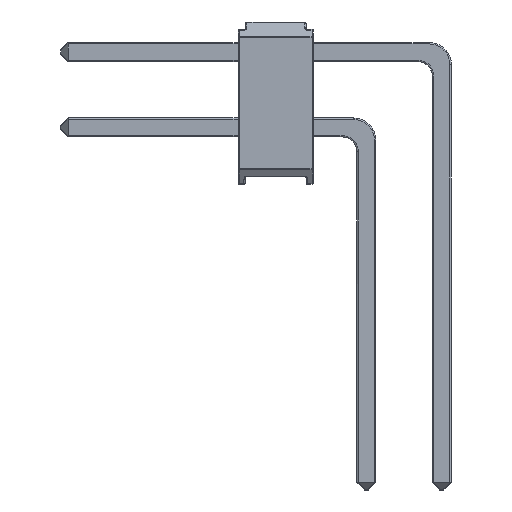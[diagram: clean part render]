
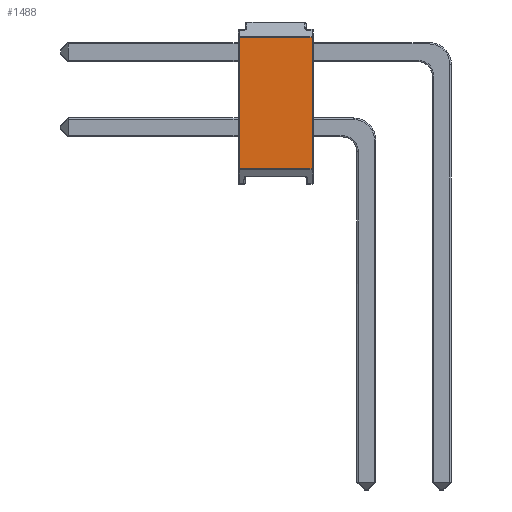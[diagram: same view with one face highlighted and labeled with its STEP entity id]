
A CAD part, left-side view. The second image highlights one B-rep face of the part: STEP entity #1488.
In plain terms, the highlighted planar face has unit normal (-1, 0, 0).
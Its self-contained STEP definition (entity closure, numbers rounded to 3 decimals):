
#1087 = VECTOR ( 'NONE', #2675, 1000. ) ;
#1092 = ORIENTED_EDGE ( 'NONE', *, *, #14559, .T. ) ;
#1488 = ADVANCED_FACE ( 'NONE', ( #2966 ), #13306, .T. ) ;
#2441 = VECTOR ( 'NONE', #2545, 1000. ) ;
#2466 = CARTESIAN_POINT ( 'NONE',  ( -1.27, -1.22, 2.23 ) ) ;
#2502 = EDGE_CURVE ( 'NONE', #7603, #5283, #12583, .T. ) ;
#2545 = DIRECTION ( 'NONE',  ( 0., 0., -1. ) ) ;
#2633 = ORIENTED_EDGE ( 'NONE', *, *, #2502, .T. ) ;
#2675 = DIRECTION ( 'NONE',  ( 0., 0., 1. ) ) ;
#2966 = FACE_OUTER_BOUND ( 'NONE', #18229, .T. ) ;
#3548 = ORIENTED_EDGE ( 'NONE', *, *, #3747, .T. ) ;
#3747 = EDGE_CURVE ( 'NONE', #13110, #7603, #14050, .T. ) ;
#3957 = CARTESIAN_POINT ( 'NONE',  ( -1.27, -1.22, -2.215 ) ) ;
#5283 = VERTEX_POINT ( 'NONE', #16494 ) ;
#6291 = CARTESIAN_POINT ( 'NONE',  ( -1.27, 1.22, 2.215 ) ) ;
#7308 = EDGE_CURVE ( 'NONE', #16560, #13110, #13842, .T. ) ;
#7603 = VERTEX_POINT ( 'NONE', #3957 ) ;
#7874 = AXIS2_PLACEMENT_3D ( 'NONE', #12970, #12937, #12931 ) ;
#8078 = CARTESIAN_POINT ( 'NONE',  ( -1.27, 1.27, 2.215 ) ) ;
#9588 = DIRECTION ( 'NONE',  ( 0., 1., 0. ) ) ;
#9779 = DIRECTION ( 'NONE',  ( 0., -1., 0. ) ) ;
#10409 = VECTOR ( 'NONE', #9588, 1000. ) ;
#11564 = CARTESIAN_POINT ( 'NONE',  ( -1.27, 1.22, 0. ) ) ;
#12583 = LINE ( 'NONE', #2466, #1087 ) ;
#12931 = DIRECTION ( 'NONE',  ( 0., 0., 1. ) ) ;
#12937 = DIRECTION ( 'NONE',  ( -1., 0., 0. ) ) ;
#12970 = CARTESIAN_POINT ( 'NONE',  ( -1.27, 1.27, 0. ) ) ;
#13110 = VERTEX_POINT ( 'NONE', #17699 ) ;
#13306 = PLANE ( 'NONE',  #7874 ) ;
#13842 = LINE ( 'NONE', #11564, #2441 ) ;
#13927 = LINE ( 'NONE', #8078, #10409 ) ;
#14050 = LINE ( 'NONE', #18434, #17856 ) ;
#14559 = EDGE_CURVE ( 'NONE', #5283, #16560, #13927, .T. ) ;
#16494 = CARTESIAN_POINT ( 'NONE',  ( -1.27, -1.22, 2.215 ) ) ;
#16560 = VERTEX_POINT ( 'NONE', #6291 ) ;
#17083 = ORIENTED_EDGE ( 'NONE', *, *, #7308, .T. ) ;
#17699 = CARTESIAN_POINT ( 'NONE',  ( -1.27, 1.22, -2.215 ) ) ;
#17856 = VECTOR ( 'NONE', #9779, 1000. ) ;
#18229 = EDGE_LOOP ( 'NONE', ( #17083, #3548, #2633, #1092 ) ) ;
#18434 = CARTESIAN_POINT ( 'NONE',  ( -1.27, 1.27, -2.215 ) ) ;
